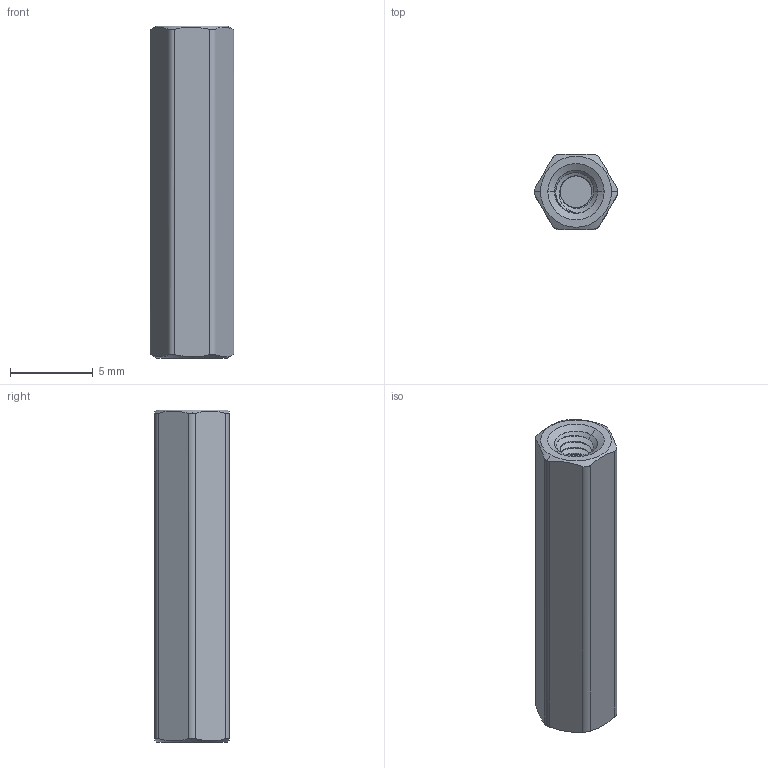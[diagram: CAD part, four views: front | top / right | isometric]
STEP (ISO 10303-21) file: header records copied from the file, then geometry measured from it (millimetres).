
FILE_DESCRIPTION (( 'STEP AP203' ), '1' );
FILE_NAME ('94868A175_Female Threaded Hex Standoff.STEP', '2022-12-09T22:22:52', ( 'Administrator' ), ( 'Managed by Terraform' ), 'SwSTEP 2.0', 'SolidWorks 2017', '' );
FILE_SCHEMA (( 'CONFIG_CONTROL_DESIGN' ));
Length unit declared in the file: millimetre
Products named in the file (1): 94868A175_Female Threaded Hex Standoff
Bounding box: 5.06 x 4.5 x 20 mm (x, y, z)
Volume: 309.9 mm3; surface area: 447 mm2
Topology: 1 solids, 1 shells, 87 faces, 233 edges, 152 vertices
Faces by surface type: cylinder 49, cone 14, plane 12, bspline 12
Entity records: 6444 total; most frequent: CARTESIAN_POINT 4593, ORIENTED_EDGE 466, DIRECTION 265, EDGE_CURVE 233, VERTEX_POINT 152, AXIS2_PLACEMENT_3D 96, EDGE_LOOP 91, ADVANCED_FACE 87
